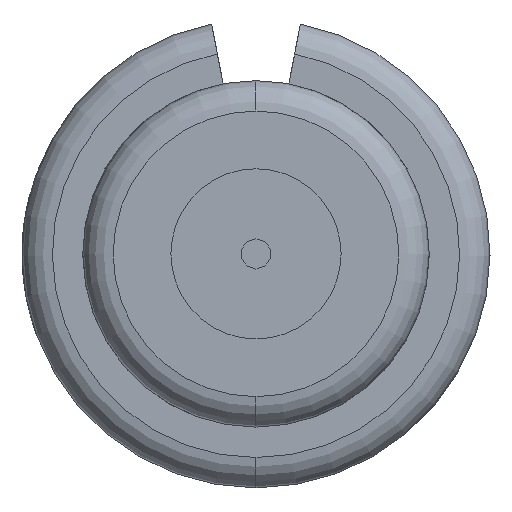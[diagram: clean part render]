
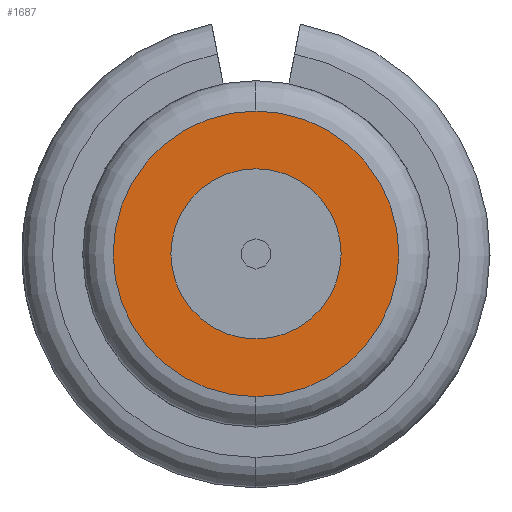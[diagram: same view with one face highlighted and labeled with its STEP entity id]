
A CAD part, left-side view. The second image highlights one B-rep face of the part: STEP entity #1687.
In plain terms, the highlighted planar face has unit normal (-1, 0, 0).
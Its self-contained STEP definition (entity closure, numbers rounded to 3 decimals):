
#44 = DIRECTION ( 'NONE',  ( 0., 0., -1. ) ) ;
#228 = CIRCLE ( 'NONE', #1649, 1.4 ) ;
#326 = CARTESIAN_POINT ( 'NONE',  ( 0., 0., 2.35 ) ) ;
#366 = CARTESIAN_POINT ( 'NONE',  ( 0., 0., 0. ) ) ;
#462 = CARTESIAN_POINT ( 'NONE',  ( 0., 0., 0. ) ) ;
#477 = CIRCLE ( 'NONE', #2484, 2.35 ) ;
#582 = PLANE ( 'NONE',  #2465 ) ;
#598 = AXIS2_PLACEMENT_3D ( 'NONE', #1818, #3065, #44 ) ;
#612 = FACE_OUTER_BOUND ( 'NONE', #978, .T. ) ;
#619 = DIRECTION ( 'NONE',  ( 0., 0., -1. ) ) ;
#649 = CARTESIAN_POINT ( 'NONE',  ( 0., 0., -1.4 ) ) ;
#864 = DIRECTION ( 'NONE',  ( -1., 0., 0. ) ) ;
#978 = EDGE_LOOP ( 'NONE', ( #2768, #1923 ) ) ;
#1106 = VERTEX_POINT ( 'NONE', #2766 ) ;
#1211 = ORIENTED_EDGE ( 'NONE', *, *, #2730, .T. ) ;
#1245 = DIRECTION ( 'NONE',  ( 1., 0., 0. ) ) ;
#1264 = EDGE_CURVE ( 'NONE', #3020, #2529, #477, .T. ) ;
#1265 = CARTESIAN_POINT ( 'NONE',  ( 0., 0., -2.35 ) ) ;
#1323 = ORIENTED_EDGE ( 'NONE', *, *, #2416, .T. ) ;
#1357 = CARTESIAN_POINT ( 'NONE',  ( 0., 0., 0. ) ) ;
#1373 = DIRECTION ( 'NONE',  ( 0., 0., -1. ) ) ;
#1397 = CARTESIAN_POINT ( 'NONE',  ( 0., 0., 0. ) ) ;
#1649 = AXIS2_PLACEMENT_3D ( 'NONE', #462, #1245, #2005 ) ;
#1687 = ADVANCED_FACE ( 'NONE', ( #612, #1966 ), #582, .F. ) ;
#1818 = CARTESIAN_POINT ( 'NONE',  ( 0., 0., 0. ) ) ;
#1923 = ORIENTED_EDGE ( 'NONE', *, *, #1264, .T. ) ;
#1966 = FACE_BOUND ( 'NONE', #3009, .T. ) ;
#2005 = DIRECTION ( 'NONE',  ( 0., 0., -1. ) ) ;
#2127 = DIRECTION ( 'NONE',  ( 1., 0., 0. ) ) ;
#2166 = DIRECTION ( 'NONE',  ( 1., 0., 0. ) ) ;
#2249 = EDGE_CURVE ( 'NONE', #2529, #3020, #2746, .T. ) ;
#2310 = CIRCLE ( 'NONE', #2599, 1.4 ) ;
#2416 = EDGE_CURVE ( 'NONE', #2944, #1106, #228, .T. ) ;
#2465 = AXIS2_PLACEMENT_3D ( 'NONE', #1357, #2127, #2893 ) ;
#2484 = AXIS2_PLACEMENT_3D ( 'NONE', #1397, #864, #1373 ) ;
#2529 = VERTEX_POINT ( 'NONE', #1265 ) ;
#2599 = AXIS2_PLACEMENT_3D ( 'NONE', #366, #2166, #619 ) ;
#2730 = EDGE_CURVE ( 'NONE', #1106, #2944, #2310, .T. ) ;
#2746 = CIRCLE ( 'NONE', #598, 2.35 ) ;
#2766 = CARTESIAN_POINT ( 'NONE',  ( 0., 0., 1.4 ) ) ;
#2768 = ORIENTED_EDGE ( 'NONE', *, *, #2249, .T. ) ;
#2893 = DIRECTION ( 'NONE',  ( 0., 0., -1. ) ) ;
#2944 = VERTEX_POINT ( 'NONE', #649 ) ;
#3009 = EDGE_LOOP ( 'NONE', ( #1323, #1211 ) ) ;
#3020 = VERTEX_POINT ( 'NONE', #326 ) ;
#3065 = DIRECTION ( 'NONE',  ( -1., 0., 0. ) ) ;
